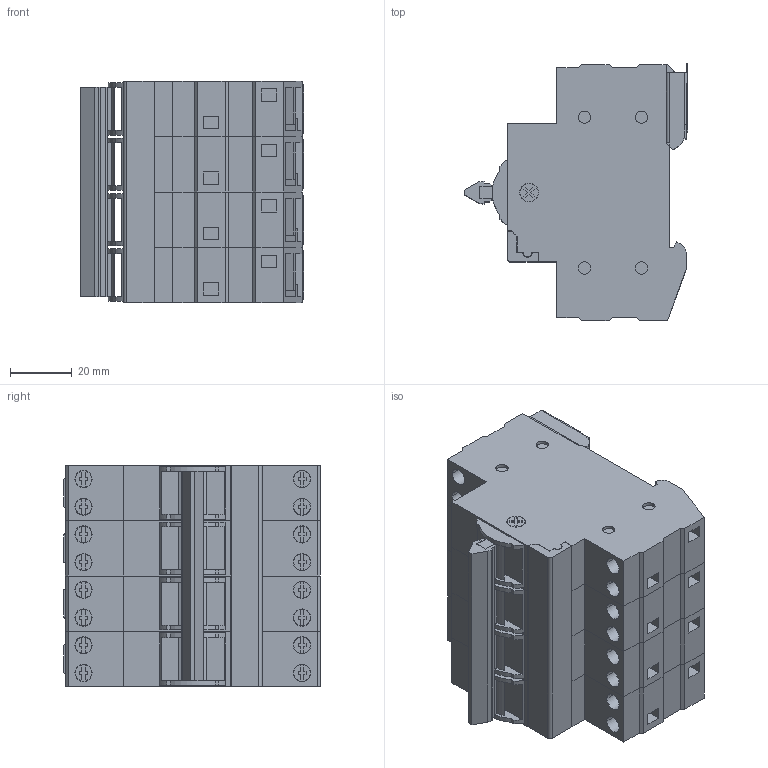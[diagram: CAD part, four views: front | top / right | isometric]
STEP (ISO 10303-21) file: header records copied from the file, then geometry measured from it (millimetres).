
FILE_DESCRIPTION (( 'STEP AP203' ), '1' );
FILE_NAME ('Òðåõïîçèöèîííûé ïåðåêëþ÷àòåëü EKF Basic 4P.STEP', '2016-11-28T07:33:52', ( '' ), ( '' ), 'SwSTEP 2.0', 'SolidWorks 2014', '' );
FILE_SCHEMA (( 'CONFIG_CONTROL_DESIGN' ));
Length unit declared in the file: millimetre
Products named in the file (11): Òðåõïîçèöèîííûé ïåðåêëþ÷àòåëü EKF Basic 1P_ñá-1; Òðåõïîçèöèîííûé ïåðåêëþ÷àòåëü EKF Basic 1P_ñá-2; Òðåõïîçèöèîííûé ïåðåêëþ÷àòåëü EKF Basic 1P_ñá-3; ñîåäèíèòåëü âûêëþ÷àòåëåé(4Ð_òðåõïîç); òðåõïîçèöèîííûé ïåðåêëþ÷àòåëü; 赶鎀鍧(04); øëÿïêà âèíòà(02); Òðåõïîçèöèîííûé ïåðåêëþ÷àòåëü EKF Basic 4P; çàìîê4; ïðóæèíà; Òðåõïîçèöèîííûé ïåðåêëþ÷àòåëü EKF Basic 1P_ñá
Assembly tree (34 placements, depth 3):
  Òðåõïîçèöèîííûé ïåðåêëþ÷àòåëü EKF Basic 4P
    Òðåõïîçèöèîííûé ïåðåêëþ÷àòåëü EKF Basic 1P_ñá
      òðåõïîçèöèîííûé ïåðåêëþ÷àòåëü
      øëÿïêà âèíòà(02)  x4
      çàìîê4
      ïðóæèíà
    Òðåõïîçèöèîííûé ïåðåêëþ÷àòåëü EKF Basic 1P_ñá-1
      òðåõïîçèöèîííûé ïåðåêëþ÷àòåëü
      øëÿïêà âèíòà(02)  x4
      çàìîê4
      ïðóæèíà
    Òðåõïîçèöèîííûé ïåðåêëþ÷àòåëü EKF Basic 1P_ñá-2
      òðåõïîçèöèîííûé ïåðåêëþ÷àòåëü
      øëÿïêà âèíòà(02)  x4
      çàìîê4
      ïðóæèíà
    Òðåõïîçèöèîííûé ïåðåêëþ÷àòåëü EKF Basic 1P_ñá-3
      òðåõïîçèöèîííûé ïåðåêëþ÷àòåëü
      øëÿïêà âèíòà(02)  x4
      çàìîê4
      ïðóæèíà
    ñîåäèíèòåëü âûêëþ÷àòåëåé(4Ð_òðåõïîç)
    赶鎀鍧(04)
Bounding box: 72.5 x 83.5 x 72 mm (x, y, z)
Volume: 274395.9 mm3; surface area: 75212.5 mm2
Topology: 30 solids, 30 shells, 1444 faces, 3696 edges, 2400 vertices
Faces by surface type: plane 1137, cylinder 299, bspline 8
Entity records: 13748 total; most frequent: CARTESIAN_POINT 3513, DIRECTION 1769, ORIENTED_EDGE 1722, EDGE_CURVE 861, VECTOR 701, LINE 701, VERTEX_POINT 558, AXIS2_PLACEMENT_3D 534
